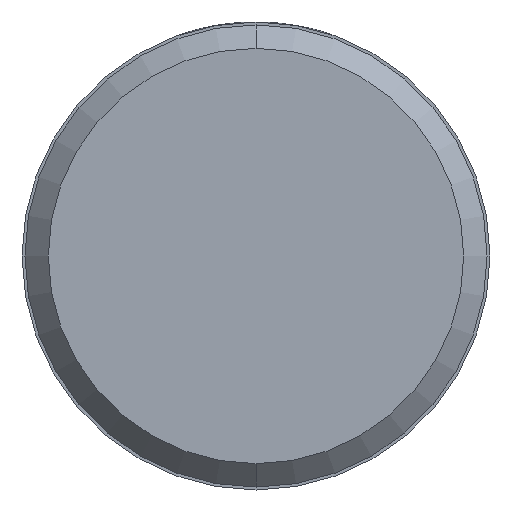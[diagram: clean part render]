
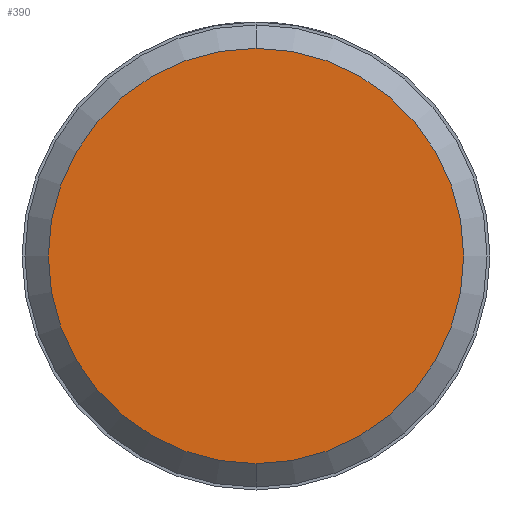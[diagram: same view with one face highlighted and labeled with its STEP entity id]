
A CAD part, front view. The second image highlights one B-rep face of the part: STEP entity #390.
In plain terms, the highlighted planar face has unit normal (0, -1, 0).
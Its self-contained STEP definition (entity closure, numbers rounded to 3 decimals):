
#15 = AXIS2_PLACEMENT_3D ( 'NONE', #1026, #1634, #638 ) ;
#154 = DIRECTION ( 'NONE',  ( 0., 0., 1. ) ) ;
#390 = ADVANCED_FACE ( 'NONE', ( #892 ), #755, .F. ) ;
#465 = ORIENTED_EDGE ( 'NONE', *, *, #2260, .T. ) ;
#638 = DIRECTION ( 'NONE',  ( 0., 0., 1. ) ) ;
#683 = CIRCLE ( 'NONE', #15, 17.75 ) ;
#755 = PLANE ( 'NONE',  #2486 ) ;
#892 = FACE_OUTER_BOUND ( 'NONE', #2198, .T. ) ;
#1026 = CARTESIAN_POINT ( 'NONE',  ( 0., 0., 0. ) ) ;
#1080 = CIRCLE ( 'NONE', #2509, 17.75 ) ;
#1212 = EDGE_CURVE ( 'NONE', #1932, #1311, #1080, .T. ) ;
#1311 = VERTEX_POINT ( 'NONE', #2141 ) ;
#1406 = DIRECTION ( 'NONE',  ( 0., -1., 0. ) ) ;
#1575 = ORIENTED_EDGE ( 'NONE', *, *, #1212, .T. ) ;
#1607 = DIRECTION ( 'NONE',  ( 0., 0., 1. ) ) ;
#1634 = DIRECTION ( 'NONE',  ( 0., -1., 0. ) ) ;
#1766 = DIRECTION ( 'NONE',  ( 0., 1., 0. ) ) ;
#1932 = VERTEX_POINT ( 'NONE', #2380 ) ;
#2141 = CARTESIAN_POINT ( 'NONE',  ( 0., 0., 17.75 ) ) ;
#2198 = EDGE_LOOP ( 'NONE', ( #465, #1575 ) ) ;
#2260 = EDGE_CURVE ( 'NONE', #1311, #1932, #683, .T. ) ;
#2375 = CARTESIAN_POINT ( 'NONE',  ( 0., 0., 0. ) ) ;
#2380 = CARTESIAN_POINT ( 'NONE',  ( 0., 0., -17.75 ) ) ;
#2486 = AXIS2_PLACEMENT_3D ( 'NONE', #2375, #1766, #154 ) ;
#2509 = AXIS2_PLACEMENT_3D ( 'NONE', #2625, #1406, #1607 ) ;
#2625 = CARTESIAN_POINT ( 'NONE',  ( 0., 0., 0. ) ) ;
